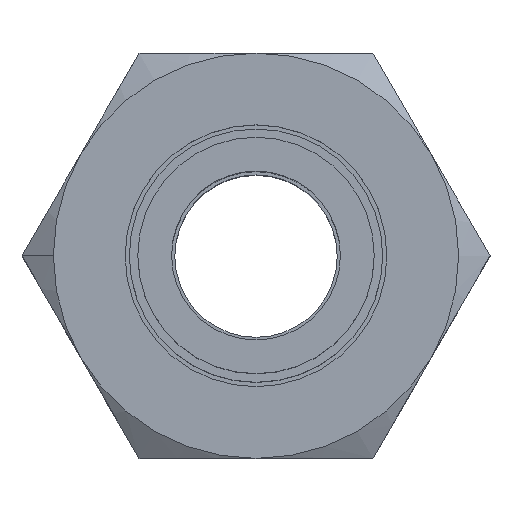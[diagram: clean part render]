
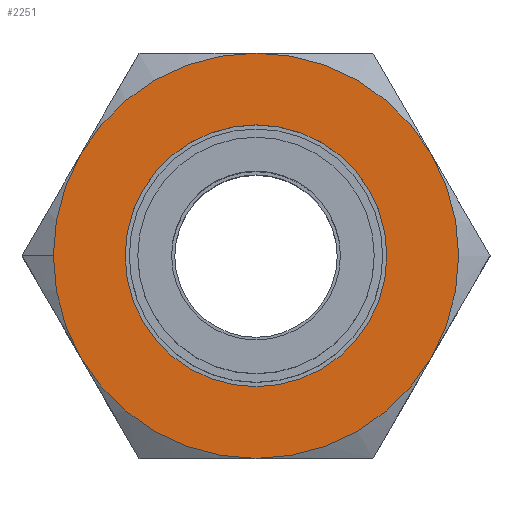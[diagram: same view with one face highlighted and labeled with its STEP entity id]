
A CAD part, top view. The second image highlights one B-rep face of the part: STEP entity #2251.
In plain terms, the highlighted planar face has unit normal (0, 0, 1).
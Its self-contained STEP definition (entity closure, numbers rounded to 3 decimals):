
#21 = ORIENTED_EDGE ( 'NONE', *, *, #1307, .T. ) ;
#22 = ORIENTED_EDGE ( 'NONE', *, *, #1400, .T. ) ;
#25 = ORIENTED_EDGE ( 'NONE', *, *, #1395, .T. ) ;
#26 = ORIENTED_EDGE ( 'NONE', *, *, #1276, .T. ) ;
#210 = VERTEX_POINT ( 'NONE', #1876 ) ;
#354 = ORIENTED_EDGE ( 'NONE', *, *, #1285, .T. ) ;
#373 = ORIENTED_EDGE ( 'NONE', *, *, #1256, .T. ) ;
#394 = DIRECTION ( 'NONE',  ( 1., 0., 0. ) ) ;
#396 = CARTESIAN_POINT ( 'NONE',  ( 0., 0., 7.75 ) ) ;
#426 = DIRECTION ( 'NONE',  ( 0., 0., 1. ) ) ;
#427 = AXIS2_PLACEMENT_3D ( 'NONE', #396, #426, #394 ) ;
#432 = CIRCLE ( 'NONE', #427, 7.75 ) ;
#469 = DIRECTION ( 'NONE',  ( -1., 0., 0. ) ) ;
#470 = DIRECTION ( 'NONE',  ( 0., 0., -1. ) ) ;
#471 = CARTESIAN_POINT ( 'NONE',  ( 0., 12., 7.75 ) ) ;
#474 = DIRECTION ( 'NONE',  ( 0., 0., 1. ) ) ;
#475 = CARTESIAN_POINT ( 'NONE',  ( 0., 0., 7.75 ) ) ;
#478 = DIRECTION ( 'NONE',  ( 1., 0., 0. ) ) ;
#479 = DIRECTION ( 'NONE',  ( 0., 0., 1. ) ) ;
#480 = CARTESIAN_POINT ( 'NONE',  ( 0., 0., 7.75 ) ) ;
#481 = AXIS2_PLACEMENT_3D ( 'NONE', #480, #479, #478 ) ;
#482 = AXIS2_PLACEMENT_3D ( 'NONE', #475, #474, #494 ) ;
#483 = CIRCLE ( 'NONE', #482, 12. ) ;
#485 = PLANE ( 'NONE',  #487 ) ;
#487 = AXIS2_PLACEMENT_3D ( 'NONE', #471, #470, #469 ) ;
#490 = CIRCLE ( 'NONE', #481, 12. ) ;
#494 = DIRECTION ( 'NONE',  ( 1., 0., 0. ) ) ;
#542 = CARTESIAN_POINT ( 'NONE',  ( -7.75, 0., 7.75 ) ) ;
#672 = FACE_OUTER_BOUND ( 'NONE', #2256, .T. ) ;
#673 = FACE_BOUND ( 'NONE', #2254, .T. ) ;
#685 = DIRECTION ( 'NONE',  ( 0., 0., 1. ) ) ;
#686 = CARTESIAN_POINT ( 'NONE',  ( 0., 0., 7.75 ) ) ;
#687 = AXIS2_PLACEMENT_3D ( 'NONE', #686, #685, #693 ) ;
#688 = CIRCLE ( 'NONE', #687, 7.75 ) ;
#693 = DIRECTION ( 'NONE',  ( 1., 0., 0. ) ) ;
#1256 = EDGE_CURVE ( 'NONE', #1295, #1258, #1929, .T. ) ;
#1258 = VERTEX_POINT ( 'NONE', #1918 ) ;
#1271 = VERTEX_POINT ( 'NONE', #2017 ) ;
#1276 = EDGE_CURVE ( 'NONE', #1271, #1290, #1981, .T. ) ;
#1285 = EDGE_CURVE ( 'NONE', #1290, #1292, #2116, .T. ) ;
#1290 = VERTEX_POINT ( 'NONE', #2120 ) ;
#1291 = EDGE_CURVE ( 'NONE', #1292, #1295, #2088, .T. ) ;
#1292 = VERTEX_POINT ( 'NONE', #2132 ) ;
#1295 = VERTEX_POINT ( 'NONE', #2153 ) ;
#1303 = VERTEX_POINT ( 'NONE', #2139 ) ;
#1304 = VERTEX_POINT ( 'NONE', #2141 ) ;
#1307 = EDGE_CURVE ( 'NONE', #1304, #1303, #1968, .T. ) ;
#1370 = EDGE_CURVE ( 'NONE', #2193, #210, #432, .T. ) ;
#1395 = EDGE_CURVE ( 'NONE', #1303, #1271, #483, .T. ) ;
#1400 = EDGE_CURVE ( 'NONE', #1258, #1304, #490, .T. ) ;
#1585 = DIRECTION ( 'NONE',  ( 1., 0., 0. ) ) ;
#1876 = CARTESIAN_POINT ( 'NONE',  ( 7.75, 0., 7.75 ) ) ;
#1918 = CARTESIAN_POINT ( 'NONE',  ( -10.392, 6., 7.75 ) ) ;
#1920 = DIRECTION ( 'NONE',  ( 1., 0., 0. ) ) ;
#1921 = DIRECTION ( 'NONE',  ( 0., 0., 1. ) ) ;
#1922 = CARTESIAN_POINT ( 'NONE',  ( 0., 0., 7.75 ) ) ;
#1923 = AXIS2_PLACEMENT_3D ( 'NONE', #1922, #1921, #1920 ) ;
#1929 = CIRCLE ( 'NONE', #1923, 12. ) ;
#1968 = CIRCLE ( 'NONE', #2131, 12. ) ;
#1969 = DIRECTION ( 'NONE',  ( 1., 0., 0. ) ) ;
#1970 = DIRECTION ( 'NONE',  ( 0., 0., 1. ) ) ;
#1971 = AXIS2_PLACEMENT_3D ( 'NONE', #1984, #1970, #1969 ) ;
#1981 = CIRCLE ( 'NONE', #1971, 12. ) ;
#1984 = CARTESIAN_POINT ( 'NONE',  ( 0., 0., 7.75 ) ) ;
#2017 = CARTESIAN_POINT ( 'NONE',  ( 0., -12., 7.75 ) ) ;
#2088 = CIRCLE ( 'NONE', #2103, 12. ) ;
#2101 = DIRECTION ( 'NONE',  ( 0., 0., 1. ) ) ;
#2102 = CARTESIAN_POINT ( 'NONE',  ( 0., 0., 7.75 ) ) ;
#2103 = AXIS2_PLACEMENT_3D ( 'NONE', #2102, #2101, #1585 ) ;
#2112 = DIRECTION ( 'NONE',  ( 1., 0., 0. ) ) ;
#2113 = DIRECTION ( 'NONE',  ( 0., 0., 1. ) ) ;
#2114 = CARTESIAN_POINT ( 'NONE',  ( 0., 0., 7.75 ) ) ;
#2115 = AXIS2_PLACEMENT_3D ( 'NONE', #2114, #2113, #2112 ) ;
#2116 = CIRCLE ( 'NONE', #2115, 12. ) ;
#2120 = CARTESIAN_POINT ( 'NONE',  ( 10.392, -6., 7.75 ) ) ;
#2128 = CARTESIAN_POINT ( 'NONE',  ( 0., 0., 7.75 ) ) ;
#2129 = DIRECTION ( 'NONE',  ( 0., 0., 1. ) ) ;
#2130 = DIRECTION ( 'NONE',  ( 1., 0., 0. ) ) ;
#2131 = AXIS2_PLACEMENT_3D ( 'NONE', #2128, #2129, #2130 ) ;
#2132 = CARTESIAN_POINT ( 'NONE',  ( 10.392, 6., 7.75 ) ) ;
#2139 = CARTESIAN_POINT ( 'NONE',  ( -10.392, -6., 7.75 ) ) ;
#2141 = CARTESIAN_POINT ( 'NONE',  ( -12., 0., 7.75 ) ) ;
#2153 = CARTESIAN_POINT ( 'NONE',  ( 0., 12., 7.75 ) ) ;
#2193 = VERTEX_POINT ( 'NONE', #542 ) ;
#2251 = ADVANCED_FACE ( 'NONE', ( #673, #672 ), #485, .F. ) ;
#2254 = EDGE_LOOP ( 'NONE', ( #2277, #2270 ) ) ;
#2256 = EDGE_LOOP ( 'NONE', ( #2260, #373, #22, #21, #25, #26, #354 ) ) ;
#2260 = ORIENTED_EDGE ( 'NONE', *, *, #1291, .T. ) ;
#2267 = EDGE_CURVE ( 'NONE', #210, #2193, #688, .T. ) ;
#2270 = ORIENTED_EDGE ( 'NONE', *, *, #1370, .F. ) ;
#2277 = ORIENTED_EDGE ( 'NONE', *, *, #2267, .F. ) ;
